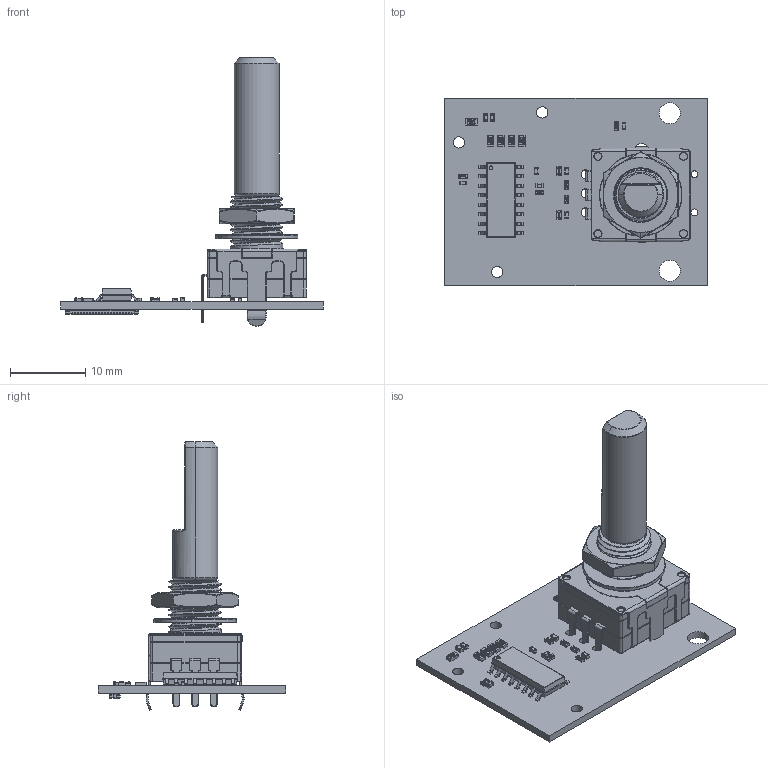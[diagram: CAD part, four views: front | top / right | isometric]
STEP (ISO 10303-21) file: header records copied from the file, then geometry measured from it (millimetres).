
FILE_DESCRIPTION(('Open CASCADE Model'),'2;1');
FILE_NAME('Open CASCADE Shape Model','2021-07-27T16:34:47',('Author'),( 'Open CASCADE'),'Open CASCADE STEP processor 6.8','Open CASCADE 6.8' ,'Unknown');
FILE_SCHEMA(('AUTOMOTIVE_DESIGN { 1 0 10303 214 1 1 1 1 }'));
Length unit declared in the file: millimetre
Products named in the file (37): PCB; Board; Open CASCADE STEP translator 6.8 2.1.1; U1; 7506351648; Body; PinsArrayLR; R12; RES_1005-0402; R11; R10; RES1608; R9; R8; R7; C8; C0402; C7; C6; C5; C4; R6; R5; R4; R3; R2; R1; J2; User_Library-PEC11-4025F-N0024; PEC11_4025F_N0024_Standard; Mutter-M7x075x10x2mm; Unterlegscheibe-11x7x0.5_Standard; J1; axe640124; C3; C2; C1
Assembly tree (53 placements, depth 4):
  PCB
    Board
      Open CASCADE STEP translator 6.8 2.1.1
    U1
      7506351648
        Body
        PinsArrayLR
    R12
      RES_1005-0402
    R11
      RES_1005-0402
    R10
      RES1608
    R9
      RES1608
    R8
      RES1608
    R7
      RES1608
    C8
      C0402
    C7
      C0402
    C6
      C0402
    C5
      C0402
    C4
      C0402
    R6
      RES_1005-0402
    R5
      RES_1005-0402
    R4
      RES_1005-0402
    R3
      RES_1005-0402
    R2
      RES_1005-0402
    R1
      RES1608
    J2
      User_Library-PEC11-4025F-N0024
        PEC11_4025F_N0024_Standard
        Mutter-M7x075x10x2mm
        Unterlegscheibe-11x7x0.5_Standard
    J1
      axe640124
    C3
      C0402
    C2
      C0402
    C1
      C0402
Bounding box: 35 x 25 x 35.79 mm (x, y, z)
Volume: 2800.3 mm3; surface area: 4689.5 mm2
Topology: 65 solids, 65 shells, 4428 faces, 10916 edges, 6596 vertices
Faces by surface type: plane 1872, bspline 1131, cylinder 979, torus 231, sphere 188, cone 27
Full cylindrical faces by diameter (mm): 0.487 x1, 0.914 x2, 1.2 x3, 1.5 x3, 2.8 x2
Entity records: 82236 total; most frequent: CARTESIAN_POINT 20961, ORIENTED_EDGE 11452, DIRECTION 10745, EDGE_CURVE 5726, AXIS2_PLACEMENT_3D 3634, VERTEX_POINT 3522, LINE 3477, VECTOR 3477
